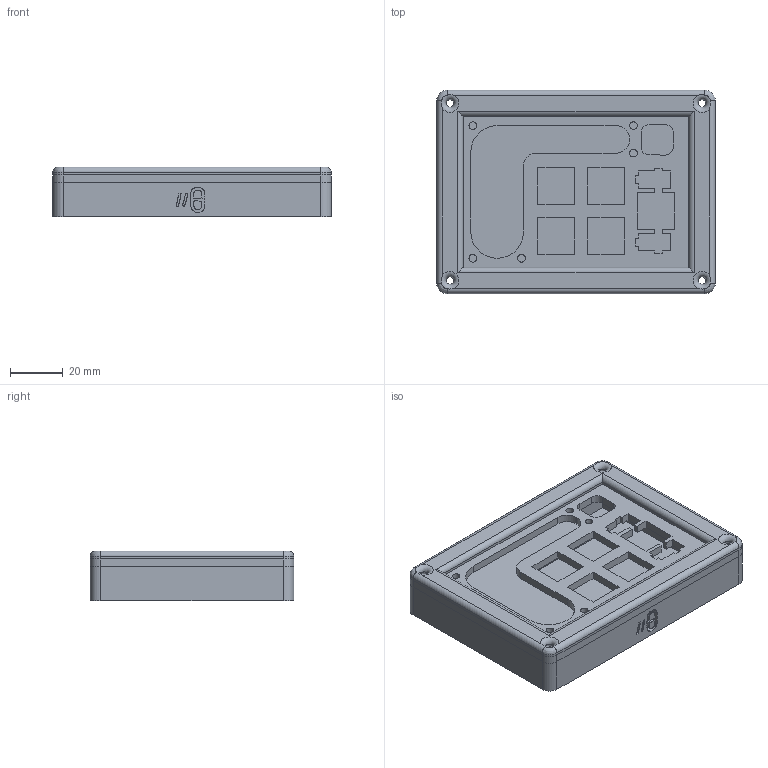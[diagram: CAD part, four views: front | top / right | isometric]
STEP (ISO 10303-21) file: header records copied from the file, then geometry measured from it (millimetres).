
FILE_DESCRIPTION(/* description */ (''),/* implementation_level */ '2;1');
FILE_NAME(/* name */ 'HackPad Model v9.step',/* time_stamp */ '2024-10-19T11:16:54-04:00',/* author */ (''),/* organization */ (''),/* preprocessor_version */ 'ST-DEVELOPER v20',/* originating_system */ 'Autodesk Translation Framework v13.20.0.188',/* authorisation */ '');
FILE_SCHEMA (('AUTOMOTIVE_DESIGN { 1 0 10303 214 3 1 1 }'));
Length unit declared in the file: millimetre
Products named in the file (6): HackPad Model; Acrylic; MidPlate; TopPlate; BasePlate; PCB
Assembly tree (5 placements, depth 2):
  HackPad Model
    Acrylic
    MidPlate
    TopPlate
    BasePlate
    PCB
Bounding box: 106 x 77.5 x 19 mm (x, y, z)
Volume: 97676.9 mm3; surface area: 62502.7 mm2
Topology: 5 solids, 5 shells, 365 faces, 1047 edges, 694 vertices
Faces by surface type: cylinder 225, plane 132, torus 4, bspline 4
Full cylindrical faces by diameter (mm): 2.9 x22
Entity records: 12547 total; most frequent: CARTESIAN_POINT 2248, DIRECTION 2239, ORIENTED_EDGE 2094, EDGE_CURVE 1047, AXIS2_PLACEMENT_3D 833, VERTEX_POINT 694, LINE 573, VECTOR 573
